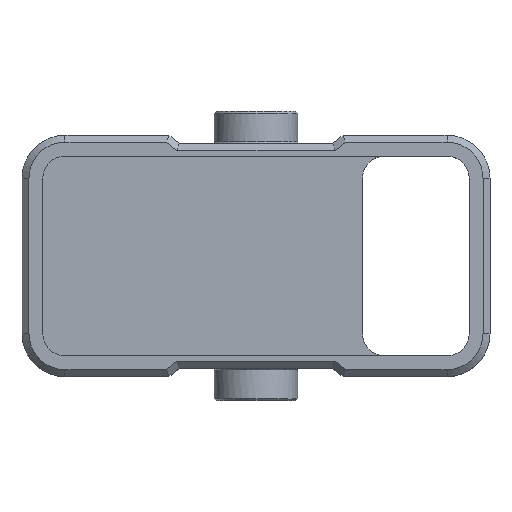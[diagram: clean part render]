
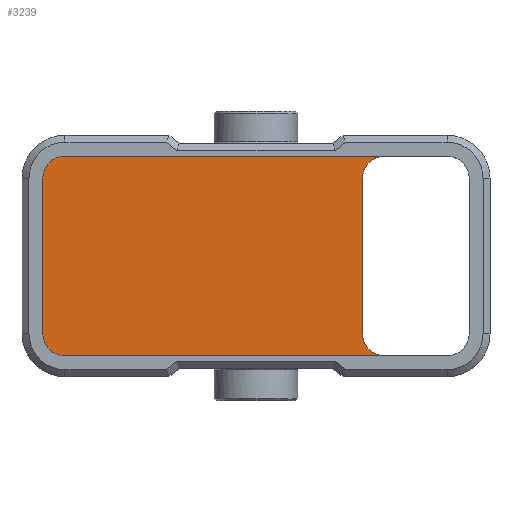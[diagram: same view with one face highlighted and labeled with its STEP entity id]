
A CAD part, top view. The second image highlights one B-rep face of the part: STEP entity #3239.
In plain terms, the highlighted planar face has unit normal (0, 0, 1).
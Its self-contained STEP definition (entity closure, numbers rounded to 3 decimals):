
#2389 = VERTEX_POINT('',#2390);
#2390 = CARTESIAN_POINT('',(18.238,-14.174,5.5));
#2413 = VERTEX_POINT('',#2414);
#2414 = CARTESIAN_POINT('',(15.038,-10.974,5.5));
#2420 = EDGE_CURVE('',#2389,#2413,#2421,.T.);
#2421 = CIRCLE('',#2422,3.2);
#2422 = AXIS2_PLACEMENT_3D('',#2423,#2424,#2425);
#2423 = CARTESIAN_POINT('',(18.238,-10.974,5.5));
#2424 = DIRECTION('',(0.,0.,-1.));
#2425 = DIRECTION('',(1.,0.,0.));
#2438 = VERTEX_POINT('',#2439);
#2439 = CARTESIAN_POINT('',(15.038,11.426,5.5));
#2445 = EDGE_CURVE('',#2413,#2438,#2446,.T.);
#2446 = LINE('',#2447,#2448);
#2447 = CARTESIAN_POINT('',(15.038,-10.974,5.5));
#2448 = VECTOR('',#2449,1.);
#2449 = DIRECTION('',(0.,1.,0.));
#2462 = VERTEX_POINT('',#2463);
#2463 = CARTESIAN_POINT('',(18.238,14.626,5.5));
#2469 = EDGE_CURVE('',#2438,#2462,#2470,.T.);
#2470 = CIRCLE('',#2471,3.2);
#2471 = AXIS2_PLACEMENT_3D('',#2472,#2473,#2474);
#2472 = CARTESIAN_POINT('',(18.238,11.426,5.5));
#2473 = DIRECTION('',(0.,0.,-1.));
#2474 = DIRECTION('',(1.,0.,0.));
#3071 = VERTEX_POINT('',#3072);
#3072 = CARTESIAN_POINT('',(-27.882,-14.174,5.5));
#3080 = VERTEX_POINT('',#3081);
#3081 = CARTESIAN_POINT('',(-31.082,-10.974,5.5));
#3087 = EDGE_CURVE('',#3071,#3080,#3088,.T.);
#3088 = CIRCLE('',#3089,3.2);
#3089 = AXIS2_PLACEMENT_3D('',#3090,#3091,#3092);
#3090 = CARTESIAN_POINT('',(-27.882,-10.974,5.5));
#3091 = DIRECTION('',(0.,0.,-1.));
#3092 = DIRECTION('',(1.,0.,0.));
#3105 = VERTEX_POINT('',#3106);
#3106 = CARTESIAN_POINT('',(-31.082,11.426,5.5));
#3112 = EDGE_CURVE('',#3080,#3105,#3113,.T.);
#3113 = LINE('',#3114,#3115);
#3114 = CARTESIAN_POINT('',(-31.082,-10.974,5.5));
#3115 = VECTOR('',#3116,1.);
#3116 = DIRECTION('',(0.,1.,0.));
#3129 = VERTEX_POINT('',#3130);
#3130 = CARTESIAN_POINT('',(-27.882,14.626,5.5));
#3136 = EDGE_CURVE('',#3105,#3129,#3137,.T.);
#3137 = CIRCLE('',#3138,3.2);
#3138 = AXIS2_PLACEMENT_3D('',#3139,#3140,#3141);
#3139 = CARTESIAN_POINT('',(-27.882,11.426,5.5));
#3140 = DIRECTION('',(0.,0.,-1.));
#3141 = DIRECTION('',(1.,0.,0.));
#3160 = EDGE_CURVE('',#3129,#2462,#3161,.T.);
#3161 = LINE('',#3162,#3163);
#3162 = CARTESIAN_POINT('',(-27.882,14.626,5.5));
#3163 = VECTOR('',#3164,1.);
#3164 = DIRECTION('',(1.,0.,0.));
#3229 = EDGE_CURVE('',#3071,#2389,#3230,.T.);
#3230 = LINE('',#3231,#3232);
#3231 = CARTESIAN_POINT('',(-27.882,-14.174,5.5));
#3232 = VECTOR('',#3233,1.);
#3233 = DIRECTION('',(1.,0.,0.));
#3239 = ADVANCED_FACE('',(#3240),#3250,.T.);
#3240 = FACE_BOUND('',#3241,.T.);
#3241 = EDGE_LOOP('',(#3242,#3243,#3244,#3245,#3246,#3247,#3248,#3249));
#3242 = ORIENTED_EDGE('',*,*,#3229,.T.);
#3243 = ORIENTED_EDGE('',*,*,#2420,.T.);
#3244 = ORIENTED_EDGE('',*,*,#2445,.T.);
#3245 = ORIENTED_EDGE('',*,*,#2469,.T.);
#3246 = ORIENTED_EDGE('',*,*,#3160,.F.);
#3247 = ORIENTED_EDGE('',*,*,#3136,.F.);
#3248 = ORIENTED_EDGE('',*,*,#3112,.F.);
#3249 = ORIENTED_EDGE('',*,*,#3087,.F.);
#3250 = PLANE('',#3251);
#3251 = AXIS2_PLACEMENT_3D('',#3252,#3253,#3254);
#3252 = CARTESIAN_POINT('',(6.538,0.226,5.5));
#3253 = DIRECTION('',(0.,0.,1.));
#3254 = DIRECTION('',(1.,0.,0.));
